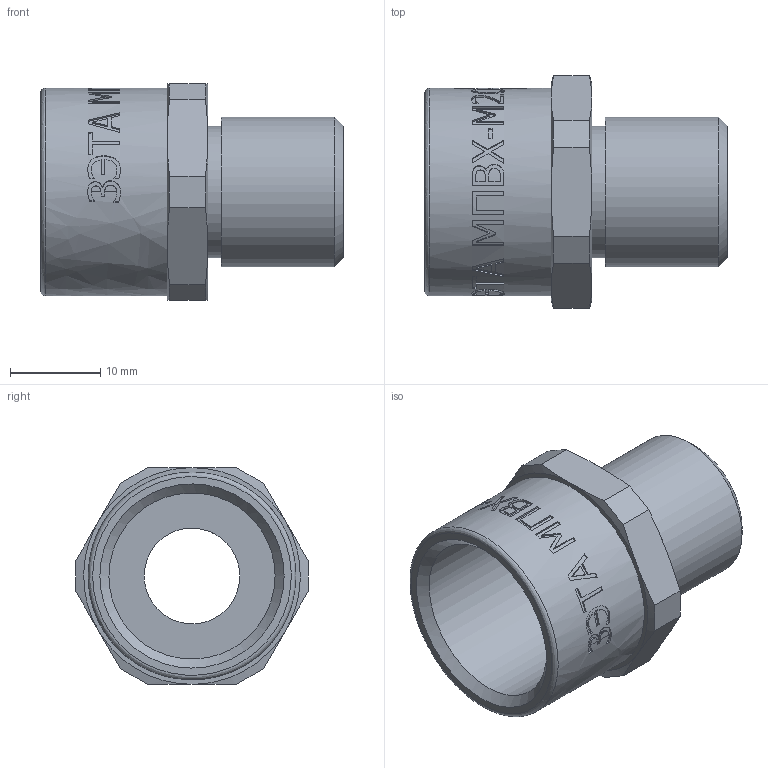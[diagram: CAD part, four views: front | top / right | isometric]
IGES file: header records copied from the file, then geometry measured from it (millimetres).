
Global section: file name: 3 MPVX-М20-G3_8,; native system: Autodesk Inventor 2015; preprocessor: unknown; author: Борисов Е.В.,,11,0,; ; date: 20161001.114749; units: millimetre
Bounding box: 33.5 x 25.71 x 24 mm (x, y, z)
Volume: 5304.5 mm3; surface area: 4492.4 mm2
Topology: 1 solids, 1 shells, 305 faces, 831 edges, 554 vertices
Faces by surface type: bspline 305
